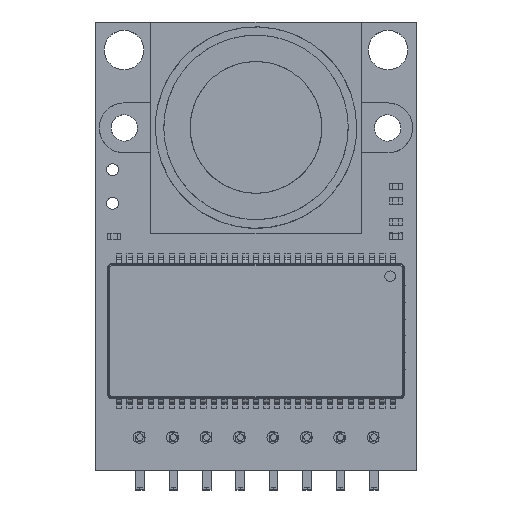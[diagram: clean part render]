
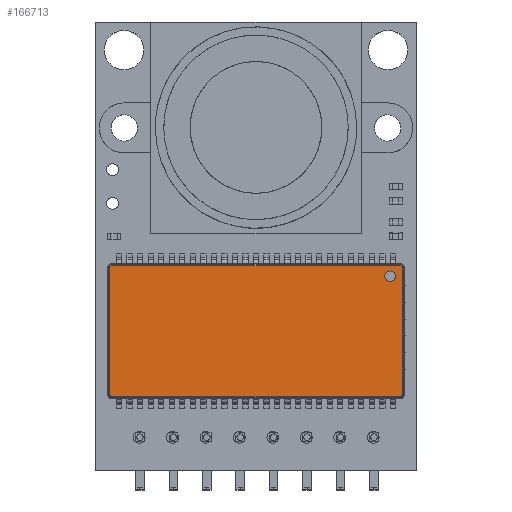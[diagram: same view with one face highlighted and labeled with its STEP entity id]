
A CAD part, top view. The second image highlights one B-rep face of the part: STEP entity #166713.
In plain terms, the highlighted planar face has unit normal (0, 0, 1).
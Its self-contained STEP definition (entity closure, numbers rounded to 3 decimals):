
#10096 = CIRCLE ( 'NONE', #224518, 0.127 ) ;
#10674 = ORIENTED_EDGE ( 'NONE', *, *, #183481, .T. ) ;
#13775 = VECTOR ( 'NONE', #194787, 1000. ) ;
#14802 = DIRECTION ( 'NONE',  ( 0., 0., 1. ) ) ;
#15386 = ORIENTED_EDGE ( 'NONE', *, *, #24838, .T. ) ;
#19376 = PLANE ( 'NONE',  #268916 ) ;
#19856 = AXIS2_PLACEMENT_3D ( 'NONE', #112988, #111532, #85592 ) ;
#24838 = EDGE_CURVE ( 'NONE', #59299, #288087, #145101, .T. ) ;
#36184 = AXIS2_PLACEMENT_3D ( 'NONE', #223785, #14802, #118233 ) ;
#38357 = LINE ( 'NONE', #288594, #257834 ) ;
#41004 = CARTESIAN_POINT ( 'NONE',  ( 23.135, 5.624, 1.1 ) ) ;
#42692 = DIRECTION ( 'NONE',  ( 0., 0., 1. ) ) ;
#43769 = ORIENTED_EDGE ( 'NONE', *, *, #265913, .T. ) ;
#44171 = CARTESIAN_POINT ( 'NONE',  ( 1.198, 5.751, 1.1 ) ) ;
#49895 = CARTESIAN_POINT ( 'NONE',  ( 1.071, 5.751, 1.1 ) ) ;
#53701 = CARTESIAN_POINT ( 'NONE',  ( 23.135, 5.624, 1.1 ) ) ;
#56187 = CARTESIAN_POINT ( 'NONE',  ( 23.262, 15.433, 1.1 ) ) ;
#59299 = VERTEX_POINT ( 'NONE', #41004 ) ;
#62735 = DIRECTION ( 'NONE',  ( 0., 0., 1. ) ) ;
#63347 = ORIENTED_EDGE ( 'NONE', *, *, #146302, .T. ) ;
#64574 = VERTEX_POINT ( 'NONE', #99255 ) ;
#78033 = DIRECTION ( 'NONE',  ( 1., 0., 0. ) ) ;
#82496 = VERTEX_POINT ( 'NONE', #110782 ) ;
#85393 = AXIS2_PLACEMENT_3D ( 'NONE', #212242, #280888, #143523 ) ;
#85455 = CARTESIAN_POINT ( 'NONE',  ( 23.262, 5.751, 1.1 ) ) ;
#85502 = EDGE_CURVE ( 'NONE', #124396, #132117, #142009, .T. ) ;
#85592 = DIRECTION ( 'NONE',  ( -1., 0., 0. ) ) ;
#87782 = VERTEX_POINT ( 'NONE', #56187 ) ;
#87922 = FACE_OUTER_BOUND ( 'NONE', #169081, .T. ) ;
#89639 = CIRCLE ( 'NONE', #36184, 0.4 ) ;
#99255 = CARTESIAN_POINT ( 'NONE',  ( 1.071, 15.433, 1.1 ) ) ;
#101739 = LINE ( 'NONE', #49895, #13775 ) ;
#106873 = ORIENTED_EDGE ( 'NONE', *, *, #139967, .T. ) ;
#110782 = CARTESIAN_POINT ( 'NONE',  ( 23.135, 15.56, 1.1 ) ) ;
#111532 = DIRECTION ( 'NONE',  ( 0., 0., 1. ) ) ;
#112988 = CARTESIAN_POINT ( 'NONE',  ( 1.198, 15.433, 1.1 ) ) ;
#116688 = VECTOR ( 'NONE', #78033, 1000. ) ;
#117486 = EDGE_LOOP ( 'NONE', ( #207098, #171336 ) ) ;
#118233 = DIRECTION ( 'NONE',  ( -1., 0., 0. ) ) ;
#120242 = EDGE_CURVE ( 'NONE', #82496, #266230, #38357, .T. ) ;
#124396 = VERTEX_POINT ( 'NONE', #165453 ) ;
#125372 = LINE ( 'NONE', #53701, #116688 ) ;
#129902 = DIRECTION ( 'NONE',  ( -1., 0., 0. ) ) ;
#132117 = VERTEX_POINT ( 'NONE', #181208 ) ;
#132246 = AXIS2_PLACEMENT_3D ( 'NONE', #238226, #184880, #300850 ) ;
#136509 = ORIENTED_EDGE ( 'NONE', *, *, #223553, .T. ) ;
#139967 = EDGE_CURVE ( 'NONE', #240171, #253671, #10096, .T. ) ;
#142009 = CIRCLE ( 'NONE', #132246, 0.4 ) ;
#142770 = ORIENTED_EDGE ( 'NONE', *, *, #120242, .T. ) ;
#143523 = DIRECTION ( 'NONE',  ( -1., 0., 0. ) ) ;
#145101 = CIRCLE ( 'NONE', #164429, 0.127 ) ;
#146302 = EDGE_CURVE ( 'NONE', #266230, #64574, #273111, .T. ) ;
#155817 = CARTESIAN_POINT ( 'NONE',  ( 23.135, 5.751, 1.1 ) ) ;
#160526 = CARTESIAN_POINT ( 'NONE',  ( 1.198, 5.624, 1.1 ) ) ;
#164429 = AXIS2_PLACEMENT_3D ( 'NONE', #155817, #62735, #247404 ) ;
#165453 = CARTESIAN_POINT ( 'NONE',  ( 21.96, 14.773, 1.1 ) ) ;
#166713 = ADVANCED_FACE ( 'NONE', ( #87922, #228376 ), #19376, .T. ) ;
#169081 = EDGE_LOOP ( 'NONE', ( #43769, #236309, #142770, #63347, #136509, #106873, #10674, #15386 ) ) ;
#171336 = ORIENTED_EDGE ( 'NONE', *, *, #227352, .F. ) ;
#181208 = CARTESIAN_POINT ( 'NONE',  ( 22.76, 14.773, 1.1 ) ) ;
#183481 = EDGE_CURVE ( 'NONE', #253671, #59299, #125372, .T. ) ;
#183686 = LINE ( 'NONE', #301161, #257885 ) ;
#184880 = DIRECTION ( 'NONE',  ( 0., 0., 1. ) ) ;
#187559 = DIRECTION ( 'NONE',  ( -1., 0., 0. ) ) ;
#188628 = DIRECTION ( 'NONE',  ( -1., 0., 0. ) ) ;
#194787 = DIRECTION ( 'NONE',  ( 0., -1., 0. ) ) ;
#207098 = ORIENTED_EDGE ( 'NONE', *, *, #85502, .F. ) ;
#208508 = CARTESIAN_POINT ( 'NONE',  ( 23.135, 5.751, 1.1 ) ) ;
#212242 = CARTESIAN_POINT ( 'NONE',  ( 23.135, 15.433, 1.1 ) ) ;
#216348 = CIRCLE ( 'NONE', #85393, 0.127 ) ;
#223553 = EDGE_CURVE ( 'NONE', #64574, #240171, #101739, .T. ) ;
#223785 = CARTESIAN_POINT ( 'NONE',  ( 22.36, 14.773, 1.1 ) ) ;
#224518 = AXIS2_PLACEMENT_3D ( 'NONE', #44171, #42692, #187559 ) ;
#227352 = EDGE_CURVE ( 'NONE', #132117, #124396, #89639, .T. ) ;
#228376 = FACE_BOUND ( 'NONE', #117486, .T. ) ;
#236309 = ORIENTED_EDGE ( 'NONE', *, *, #272189, .T. ) ;
#238226 = CARTESIAN_POINT ( 'NONE',  ( 22.36, 14.773, 1.1 ) ) ;
#240171 = VERTEX_POINT ( 'NONE', #268642 ) ;
#247404 = DIRECTION ( 'NONE',  ( -1., 0., 0. ) ) ;
#251971 = CARTESIAN_POINT ( 'NONE',  ( 1.198, 15.56, 1.1 ) ) ;
#253671 = VERTEX_POINT ( 'NONE', #160526 ) ;
#255334 = DIRECTION ( 'NONE',  ( 0., 1., 0. ) ) ;
#257834 = VECTOR ( 'NONE', #129902, 1000. ) ;
#257885 = VECTOR ( 'NONE', #255334, 1000. ) ;
#265913 = EDGE_CURVE ( 'NONE', #288087, #87782, #183686, .T. ) ;
#266230 = VERTEX_POINT ( 'NONE', #251971 ) ;
#268642 = CARTESIAN_POINT ( 'NONE',  ( 1.071, 5.751, 1.1 ) ) ;
#268916 = AXIS2_PLACEMENT_3D ( 'NONE', #208508, #301554, #188628 ) ;
#272189 = EDGE_CURVE ( 'NONE', #87782, #82496, #216348, .T. ) ;
#273111 = CIRCLE ( 'NONE', #19856, 0.127 ) ;
#280888 = DIRECTION ( 'NONE',  ( 0., 0., 1. ) ) ;
#288087 = VERTEX_POINT ( 'NONE', #85455 ) ;
#288594 = CARTESIAN_POINT ( 'NONE',  ( 23.135, 15.56, 1.1 ) ) ;
#300850 = DIRECTION ( 'NONE',  ( -1., 0., 0. ) ) ;
#301161 = CARTESIAN_POINT ( 'NONE',  ( 23.262, 5.751, 1.1 ) ) ;
#301554 = DIRECTION ( 'NONE',  ( 0., 0., 1. ) ) ;
